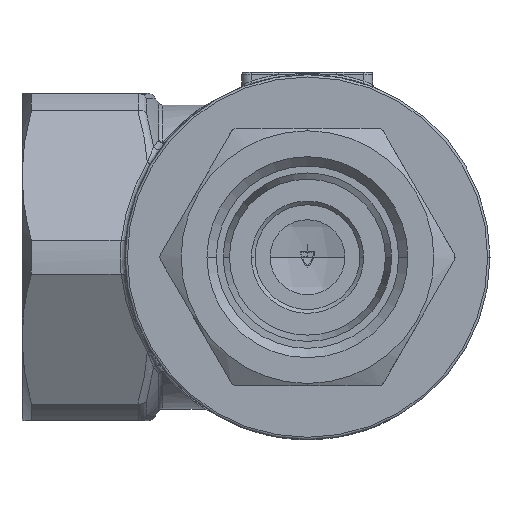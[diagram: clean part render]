
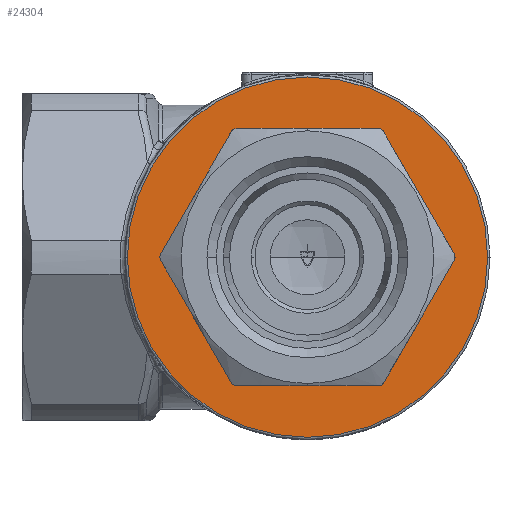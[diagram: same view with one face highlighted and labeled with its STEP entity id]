
A CAD part, front view. The second image highlights one B-rep face of the part: STEP entity #24304.
In plain terms, the highlighted planar face has unit normal (0, -1, 0).
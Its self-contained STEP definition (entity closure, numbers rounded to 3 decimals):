
#12811 = EDGE_CURVE ( 'NONE', #25113, #12814, #26124, .T. ) ;
#12814 = VERTEX_POINT ( 'NONE', #26166 ) ;
#22781 = EDGE_LOOP ( 'NONE', ( #24805, #24384 ) ) ;
#24135 = VERTEX_POINT ( 'NONE', #27827 ) ;
#24299 = EDGE_CURVE ( 'NONE', #12814, #25113, #27935, .T. ) ;
#24304 = ADVANCED_FACE ( 'NONE', ( #27921, #27932 ), #27775, .T. ) ;
#24336 = VERTEX_POINT ( 'NONE', #27763 ) ;
#24339 = EDGE_CURVE ( 'NONE', #24336, #24135, #27776, .T. ) ;
#24384 = ORIENTED_EDGE ( 'NONE', *, *, #24299, .T. ) ;
#24402 = ORIENTED_EDGE ( 'NONE', *, *, #24339, .T. ) ;
#24489 = EDGE_LOOP ( 'NONE', ( #24402, #24930 ) ) ;
#24805 = ORIENTED_EDGE ( 'NONE', *, *, #12811, .T. ) ;
#24930 = ORIENTED_EDGE ( 'NONE', *, *, #24967, .T. ) ;
#24967 = EDGE_CURVE ( 'NONE', #24135, #24336, #28961, .T. ) ;
#25113 = VERTEX_POINT ( 'NONE', #29587 ) ;
#26122 = CARTESIAN_POINT ( 'NONE',  ( 0., -41.99, 0. ) ) ;
#26124 = CIRCLE ( 'NONE', #26174, 25.75 ) ;
#26164 = DIRECTION ( 'NONE',  ( -1., 0., 0. ) ) ;
#26165 = DIRECTION ( 'NONE',  ( 0., 1., 0. ) ) ;
#26166 = CARTESIAN_POINT ( 'NONE',  ( 0., -41.99, 25.75 ) ) ;
#26174 = AXIS2_PLACEMENT_3D ( 'NONE', #26122, #26165, #26164 ) ;
#27763 = CARTESIAN_POINT ( 'NONE',  ( 38.5, -41.99, 0. ) ) ;
#27770 = DIRECTION ( 'NONE',  ( -1., 0., 0. ) ) ;
#27771 = DIRECTION ( 'NONE',  ( 0., -1., 0. ) ) ;
#27772 = CARTESIAN_POINT ( 'NONE',  ( 0., -41.99, 0. ) ) ;
#27773 = AXIS2_PLACEMENT_3D ( 'NONE', #27772, #27771, #27770 ) ;
#27775 = PLANE ( 'NONE',  #27782 ) ;
#27776 = CIRCLE ( 'NONE', #27773, 38.5 ) ;
#27777 = DIRECTION ( 'NONE',  ( -1., 0., 0. ) ) ;
#27778 = DIRECTION ( 'NONE',  ( 0., -1., 0. ) ) ;
#27781 = CARTESIAN_POINT ( 'NONE',  ( 0., -41.99, 0. ) ) ;
#27782 = AXIS2_PLACEMENT_3D ( 'NONE', #27781, #27778, #27777 ) ;
#27827 = CARTESIAN_POINT ( 'NONE',  ( -38.5, -41.99, 0. ) ) ;
#27921 = FACE_BOUND ( 'NONE', #22781, .T. ) ;
#27931 = AXIS2_PLACEMENT_3D ( 'NONE', #27937, #27936, #27979 ) ;
#27932 = FACE_OUTER_BOUND ( 'NONE', #24489, .T. ) ;
#27935 = CIRCLE ( 'NONE', #27931, 25.75 ) ;
#27936 = DIRECTION ( 'NONE',  ( 0., 1., 0. ) ) ;
#27937 = CARTESIAN_POINT ( 'NONE',  ( 0., -41.99, 0. ) ) ;
#27979 = DIRECTION ( 'NONE',  ( -1., 0., 0. ) ) ;
#28907 = CARTESIAN_POINT ( 'NONE',  ( 0., -41.99, 0. ) ) ;
#28961 = CIRCLE ( 'NONE', #29000, 38.5 ) ;
#28990 = DIRECTION ( 'NONE',  ( -1., 0., 0. ) ) ;
#28991 = DIRECTION ( 'NONE',  ( 0., -1., 0. ) ) ;
#29000 = AXIS2_PLACEMENT_3D ( 'NONE', #28907, #28991, #28990 ) ;
#29587 = CARTESIAN_POINT ( 'NONE',  ( 0., -41.99, -25.75 ) ) ;
